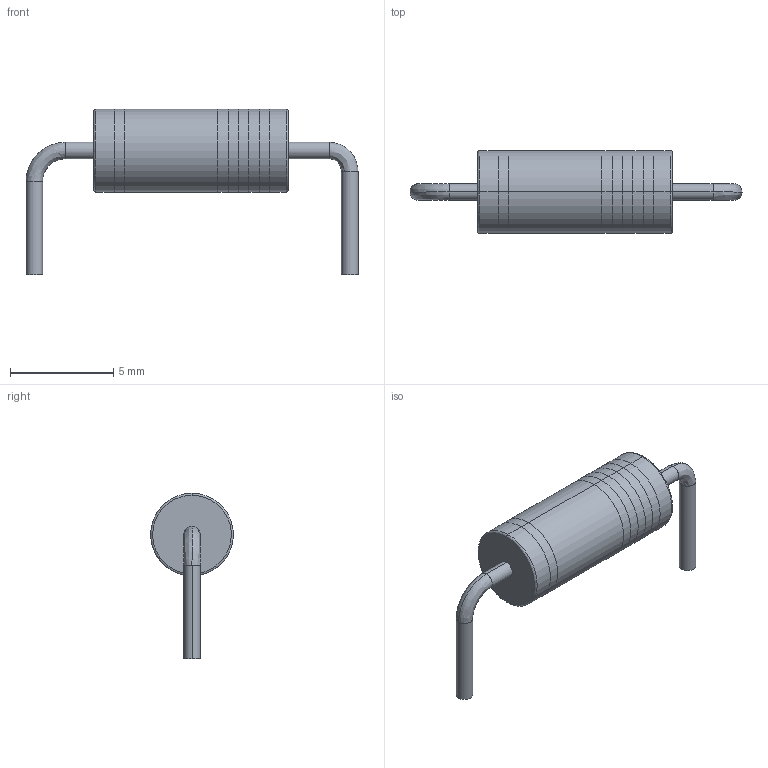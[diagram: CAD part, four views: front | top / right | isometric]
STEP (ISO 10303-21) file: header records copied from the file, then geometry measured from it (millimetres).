
FILE_DESCRIPTION (( 'STEP AP214' ), '1' );
FILE_NAME ('User Library-Resistor_Carvao_2W.STEP', '2012-06-02T23:02:53', ( 'Solidworks' ), ( 'Solidworks' ), 'SwSTEP 2.0', 'SolidWorks 2012', '' );
FILE_SCHEMA (( 'AUTOMOTIVE_DESIGN' ));
Length unit declared in the file: millimetre
Products named in the file (16): User Library-Resistor_Carvao_2W_Fillet001; User Library-Resistor_Carvao_2W_Cylinder004; User Library-Resistor_Carvao_2W_fx_1; User Library-Resistor_Carvao_2W_Cylinder007; User Library-Resistor_Carvao_2W_Cylinder006; User Library-Resistor_Carvao_2W_fx_3; User Library-Resistor_Carvao_2W_Cylinder003; User Library-Resistor_Carvao_2W_Torus001; User Library-Resistor_Carvao_2W_fx_tol; User Library-Resistor_Carvao_2W_fx_2; User Library-Resistor_Carvao_2W_Fillet; User Library-Resistor_Carvao_2W_leed1; User Library-Resistor_Carvao_2W_leed; User Library-Resistor_Carvao_2W_Cylinder005; User Library-Resistor_Carvao_2W; User Library-Resistor_Carvao_2W_Torus
Assembly tree (15 placements, depth 2):
  User Library-Resistor_Carvao_2W
    User Library-Resistor_Carvao_2W_leed
    User Library-Resistor_Carvao_2W_leed1
    User Library-Resistor_Carvao_2W_Cylinder003
    User Library-Resistor_Carvao_2W_Cylinder004
    User Library-Resistor_Carvao_2W_Torus
    User Library-Resistor_Carvao_2W_Torus001
    User Library-Resistor_Carvao_2W_fx_1
    User Library-Resistor_Carvao_2W_fx_2
    User Library-Resistor_Carvao_2W_fx_3
    User Library-Resistor_Carvao_2W_fx_tol
    User Library-Resistor_Carvao_2W_Cylinder005
    User Library-Resistor_Carvao_2W_Cylinder006
    User Library-Resistor_Carvao_2W_Cylinder007
    User Library-Resistor_Carvao_2W_Fillet
    User Library-Resistor_Carvao_2W_Fillet001
Bounding box: 16.04 x 4 x 8 mm (x, y, z)
Volume: 126.5 mm3; surface area: 391.4 mm2
Topology: 15 solids, 15 shells, 64 faces, 98 edges, 64 vertices
Faces by surface type: plane 30, cylinder 26, bspline 8
Entity records: 2980 total; most frequent: CARTESIAN_POINT 448, DIRECTION 294, ORIENTED_EDGE 196, AXIS2_PLACEMENT_3D 134, UNCERTAINTY_MEASURE_WITH_UNIT 110, EDGE_CURVE 98, FILL_AREA_STYLE_COLOUR 94, SURFACE_STYLE_FILL_AREA 94
